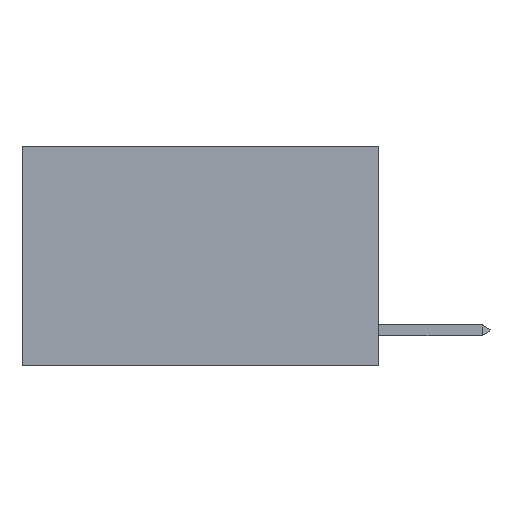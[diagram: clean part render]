
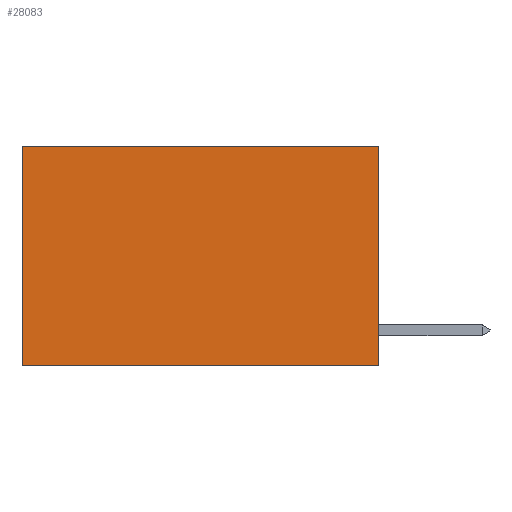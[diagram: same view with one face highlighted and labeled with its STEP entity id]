
A CAD part, left-side view. The second image highlights one B-rep face of the part: STEP entity #28083.
In plain terms, the highlighted planar face has unit normal (-1, 0, 0).
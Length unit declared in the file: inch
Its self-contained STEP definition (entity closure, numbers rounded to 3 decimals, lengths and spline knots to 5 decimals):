
#3464 = PLANE ( 'NONE',  #10522 ) ;
#3882 = VERTEX_POINT ( 'NONE', #9597 ) ;
#4320 = ORIENTED_EDGE ( 'NONE', *, *, #21381, .T. ) ;
#7017 = EDGE_CURVE ( 'NONE', #3882, #20997, #11750, .T. ) ;
#9492 = CARTESIAN_POINT ( 'NONE',  ( 0.2625, 0., -0.37 ) ) ;
#9597 = CARTESIAN_POINT ( 'NONE',  ( 0.2625, 0., -0.37 ) ) ;
#9806 = ORIENTED_EDGE ( 'NONE', *, *, #7017, .F. ) ;
#10055 = ORIENTED_EDGE ( 'NONE', *, *, #26887, .F. ) ;
#10522 = AXIS2_PLACEMENT_3D ( 'NONE', #17237, #24301, #19329 ) ;
#11125 = VERTEX_POINT ( 'NONE', #12332 ) ;
#11486 = CARTESIAN_POINT ( 'NONE',  ( 0.2625, 0., 0. ) ) ;
#11750 = LINE ( 'NONE', #9492, #27095 ) ;
#12332 = CARTESIAN_POINT ( 'NONE',  ( 0.2625, 0., 0. ) ) ;
#12414 = VECTOR ( 'NONE', #23318, 39.37008 ) ;
#16095 = LINE ( 'NONE', #27689, #12414 ) ;
#17237 = CARTESIAN_POINT ( 'NONE',  ( 0.2625, 0., 0. ) ) ;
#18287 = DIRECTION ( 'NONE',  ( 0., 1., 0. ) ) ;
#18305 = LINE ( 'NONE', #27498, #27159 ) ;
#19329 = DIRECTION ( 'NONE',  ( 0., 0., -1. ) ) ;
#20451 = CARTESIAN_POINT ( 'NONE',  ( 0.2625, 0.6, -0.37 ) ) ;
#20958 = DIRECTION ( 'NONE',  ( 0., 1., 0. ) ) ;
#20997 = VERTEX_POINT ( 'NONE', #20451 ) ;
#21381 = EDGE_CURVE ( 'NONE', #23915, #20997, #18305, .T. ) ;
#21757 = FACE_OUTER_BOUND ( 'NONE', #25027, .T. ) ;
#23318 = DIRECTION ( 'NONE',  ( 0., 0., -1. ) ) ;
#23915 = VERTEX_POINT ( 'NONE', #29799 ) ;
#24301 = DIRECTION ( 'NONE',  ( 1., 0., 0. ) ) ;
#25027 = EDGE_LOOP ( 'NONE', ( #4320, #9806, #10055, #26946 ) ) ;
#25106 = DIRECTION ( 'NONE',  ( 0., 0., -1. ) ) ;
#25876 = VECTOR ( 'NONE', #18287, 39.37008 ) ;
#26452 = EDGE_CURVE ( 'NONE', #11125, #23915, #29293, .T. ) ;
#26887 = EDGE_CURVE ( 'NONE', #11125, #3882, #16095, .T. ) ;
#26946 = ORIENTED_EDGE ( 'NONE', *, *, #26452, .T. ) ;
#27095 = VECTOR ( 'NONE', #20958, 39.37008 ) ;
#27159 = VECTOR ( 'NONE', #25106, 39.37008 ) ;
#27498 = CARTESIAN_POINT ( 'NONE',  ( 0.2625, 0.6, 0. ) ) ;
#27689 = CARTESIAN_POINT ( 'NONE',  ( 0.2625, 0., 0. ) ) ;
#28083 = ADVANCED_FACE ( 'NONE', ( #21757 ), #3464, .F. ) ;
#29293 = LINE ( 'NONE', #11486, #25876 ) ;
#29799 = CARTESIAN_POINT ( 'NONE',  ( 0.2625, 0.6, 0. ) ) ;
